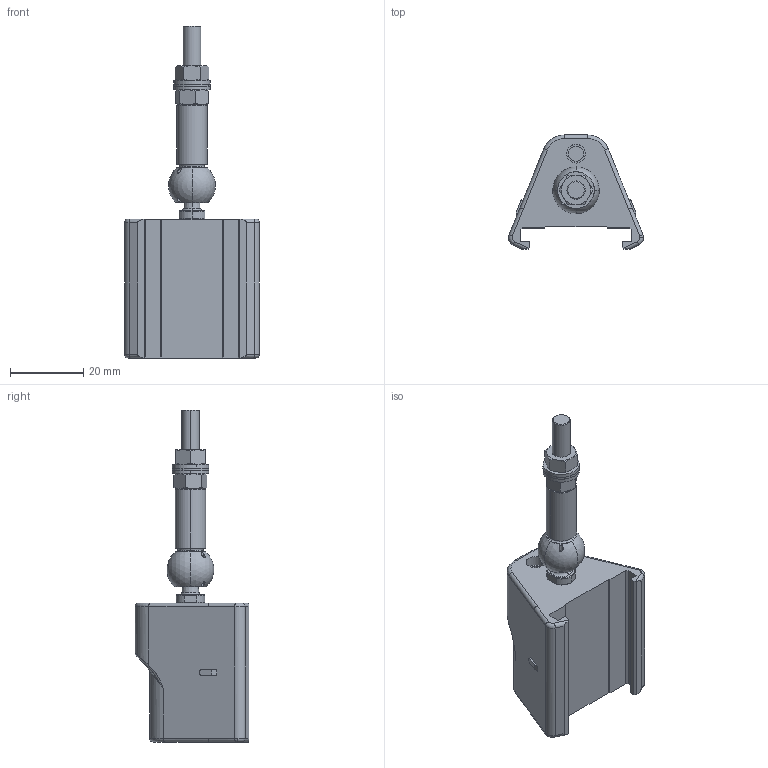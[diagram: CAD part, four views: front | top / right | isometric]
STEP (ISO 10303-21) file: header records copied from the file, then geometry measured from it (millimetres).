
FILE_DESCRIPTION (( 'STEP AP203' ), '1' );
FILE_NAME ('PCUR210-1KJ.step', '2021-07-07T10:21:59', ( '' ), ( '' ), 'SwSTEP 2.0', 'SolidWorks 2021', '' );
FILE_SCHEMA (( 'CONFIG_CONTROL_DESIGN' ));
Length unit declared in the file: millimetre
Products named in the file (1): PCUR210-1KJ
Bounding box: 36.91 x 31.15 x 90.8 mm (x, y, z)
Volume: 24786.7 mm3; surface area: 10697.9 mm2
Topology: 9 solids, 10 shells, 274 faces, 662 edges, 410 vertices
Faces by surface type: plane 97, cylinder 89, cone 40, torus 30, sphere 12, bspline 6
Entity records: 9101 total; most frequent: CARTESIAN_POINT 2642, DIRECTION 1388, ORIENTED_EDGE 1304, EDGE_CURVE 652, AXIS2_PLACEMENT_3D 554, VERTEX_POINT 408, EDGE_LOOP 298, CIRCLE 285
